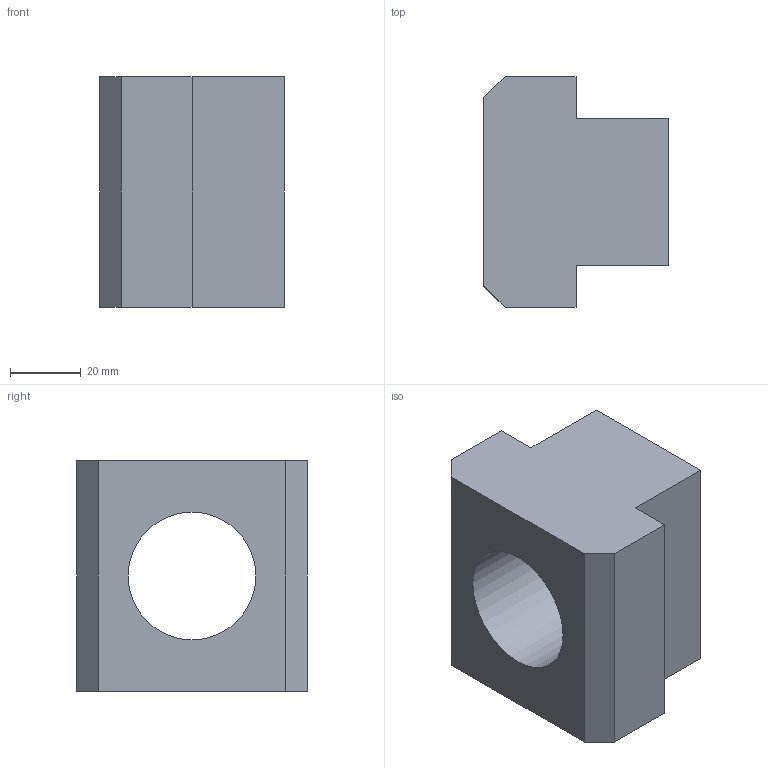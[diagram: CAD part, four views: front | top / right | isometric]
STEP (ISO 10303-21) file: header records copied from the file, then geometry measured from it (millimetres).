
FILE_DESCRIPTION(/* description */ (''),/* implementation_level */ '2;1');
FILE_NAME(/* name */ 'DIN 508, T-Slot Nut M36.stp',/* time_stamp */ '2020-12-03T21:51:26+02:00',/* author */ (''),/* organization */ (''),/* preprocessor_version */ 'ST-DEVELOPER v16.7',/* originating_system */ 'SIEMENS PLM Software NX 12.0',/* authorisation */ '');
FILE_SCHEMA (('AUTOMOTIVE_DESIGN { 1 0 10303 214 3 1 1 1 }'));
Length unit declared in the file: millimetre
Products named in the file (1): DIN 508, T-Slot Nut M36
Bounding box: 52 x 65 x 65 mm (x, y, z)
Volume: 124884.4 mm3; surface area: 24069.6 mm2
Topology: 1 solids, 1 shells, 13 faces, 33 edges, 22 vertices
Faces by surface type: plane 12, cylinder 1
Full cylindrical faces by diameter (mm): 36 x1
Entity records: 412 total; most frequent: CARTESIAN_POINT 68, ORIENTED_EDGE 64, DIRECTION 62, EDGE_CURVE 32, LINE 30, VECTOR 30, VERTEX_POINT 22, EDGE_LOOP 16
